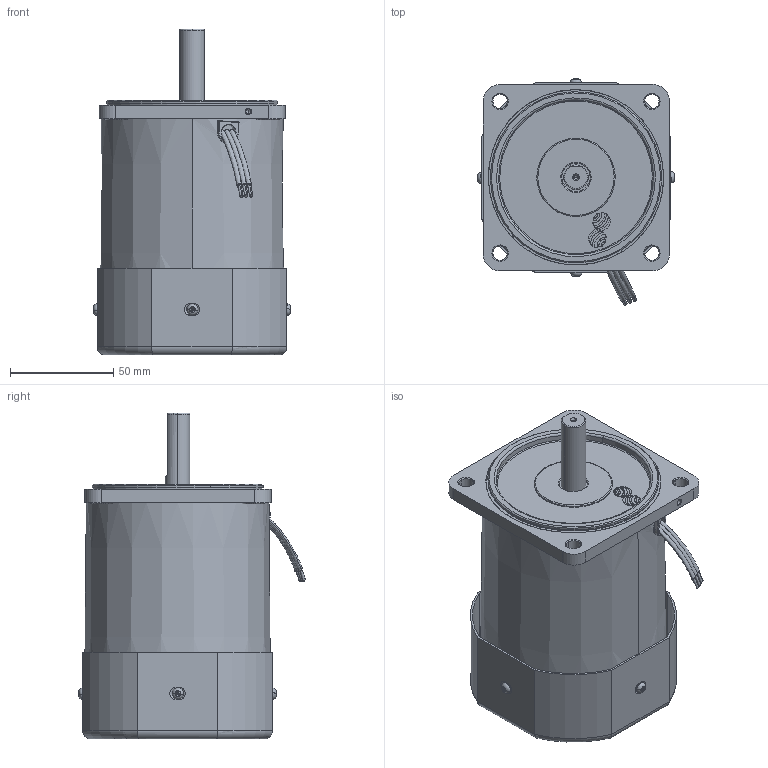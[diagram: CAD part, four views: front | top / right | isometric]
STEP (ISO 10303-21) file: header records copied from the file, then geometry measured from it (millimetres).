
FILE_DESCRIPTION (( 'STEP AP203' ), '1' );
FILE_NAME ('5IK60A-¡¼F-5C080¡¼1000Z0.STEP', '2017-10-13T00:09:03', ( '' ), ( '' ), 'SwSTEP 2.0', 'SolidWorks 2010', '' );
FILE_SCHEMA (( 'CONFIG_CONTROL_DESIGN' ));
Length unit declared in the file: millimetre
Products named in the file (8): 60A; 5IK60A-〖F-5C080〖1000Z0; 線扣; 出口線-3條; M560; 上蓋 C583-30; 風扇蓋FC-9042-21; 丸頭十字螺絲M3x6_B18.6.7M - M3 x 0.5 x 8 Type I Cross Recessed PHMS --8C
Assembly tree (10 placements, depth 2):
  5IK60A-〖F-5C080〖1000Z0
    線扣
    丸頭十字螺絲M3x6_B18.6.7M - M3 x 0.5 x 8 Type I Cross Recessed PHMS --8C  x4
    60A
    出口線-3條
    上蓋 C583-30
    風扇蓋FC-9042-21
    M560
Bounding box: 95.83 x 109.84 x 158 mm (x, y, z)
Volume: 685613.1 mm3; surface area: 102067.7 mm2
Topology: 12 solids, 12 shells, 657 faces, 1674 edges, 1074 vertices
Faces by surface type: cylinder 322, plane 199, torus 71, cone 41, sphere 12, bspline 12
Entity records: 19436 total; most frequent: CARTESIAN_POINT 4136, DIRECTION 3283, ORIENTED_EDGE 2888, EDGE_CURVE 1444, AXIS2_PLACEMENT_3D 1345, VERTEX_POINT 930, CIRCLE 774, EDGE_LOOP 662
